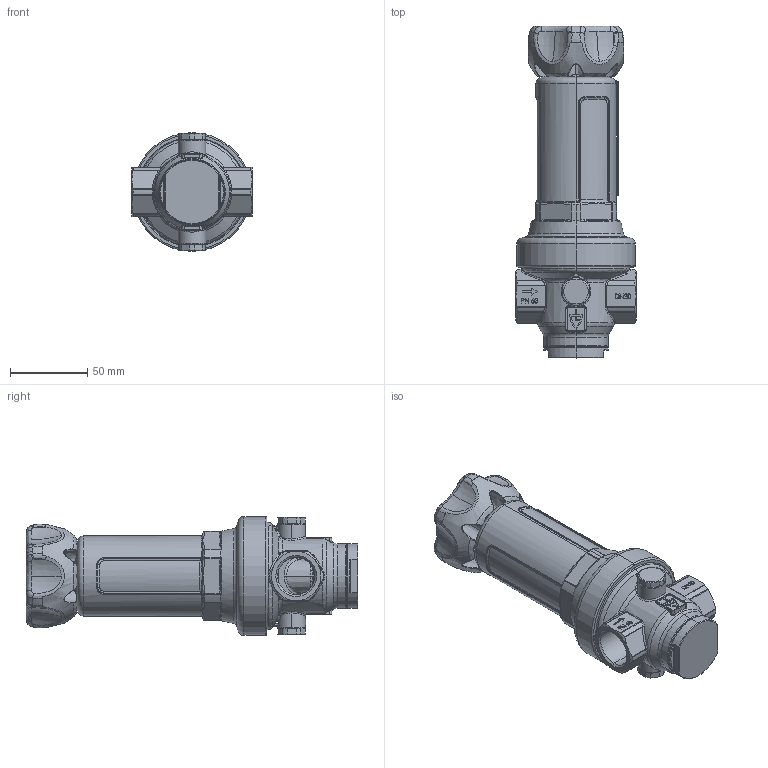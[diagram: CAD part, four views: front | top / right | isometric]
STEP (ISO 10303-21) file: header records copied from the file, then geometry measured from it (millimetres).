
FILE_DESCRIPTION (( 'STEP AP214' ), '1' );
FILE_NAME ('484-20-f+f-20+20.STEP', '2015-11-27T08:36:51', ( '' ), ( '' ), 'SwSTEP 2.0', 'SolidWorks 2014', '' );
FILE_SCHEMA (( 'AUTOMOTIVE_DESIGN' ));
Length unit declared in the file: millimetre
Products named in the file (1): 484-20-f+f-20+20
Bounding box: 78 x 215.3 x 77 mm (x, y, z)
Volume: 285996.6 mm3; surface area: 128163.4 mm2
Topology: 13 solids, 13 shells, 2034 faces, 4971 edges, 2993 vertices
Faces by surface type: bspline 721, plane 537, cylinder 429, torus 165, cone 156, sphere 26
Entity records: 128782 total; most frequent: CARTESIAN_POINT 64632, ORIENTED_EDGE 9838, DIRECTION 6781, EDGE_CURVE 4919, VERTEX_POINT 2993, AXIS2_PLACEMENT_3D 2577, EDGE_LOOP 2148, UNCERTAINTY_MEASURE_WITH_UNIT 2049
